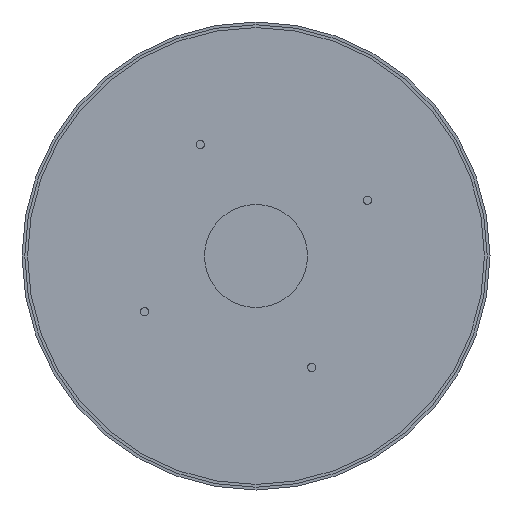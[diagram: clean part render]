
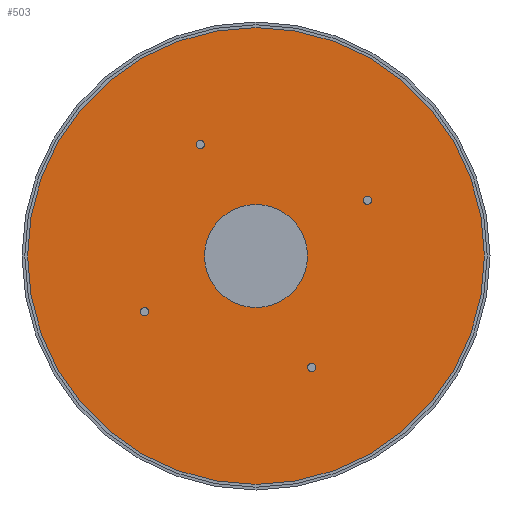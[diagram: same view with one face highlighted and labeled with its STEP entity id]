
A CAD part, front view. The second image highlights one B-rep face of the part: STEP entity #503.
In plain terms, the highlighted planar face has unit normal (0, -1, 0).
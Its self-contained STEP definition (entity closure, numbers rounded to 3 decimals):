
#3 = CIRCLE ( 'NONE', #13, 1.5 ) ;
#4 = DIRECTION ( 'NONE',  ( 0., 0., 1. ) ) ;
#13 = AXIS2_PLACEMENT_3D ( 'NONE', #679, #213, #430 ) ;
#19 = CARTESIAN_POINT ( 'NONE',  ( 0., 10., 0. ) ) ;
#26 = AXIS2_PLACEMENT_3D ( 'NONE', #414, #96, #568 ) ;
#28 = ORIENTED_EDGE ( 'NONE', *, *, #661, .F. ) ;
#31 = CIRCLE ( 'NONE', #559, 1.5 ) ;
#32 = ORIENTED_EDGE ( 'NONE', *, *, #584, .F. ) ;
#35 = AXIS2_PLACEMENT_3D ( 'NONE', #19, #173, #63 ) ;
#45 = FACE_BOUND ( 'NONE', #388, .T. ) ;
#51 = CARTESIAN_POINT ( 'NONE',  ( 0., 10., 0. ) ) ;
#63 = DIRECTION ( 'NONE',  ( 0., 0., 1. ) ) ;
#70 = VERTEX_POINT ( 'NONE', #107 ) ;
#72 = DIRECTION ( 'NONE',  ( 0., 0., -1. ) ) ;
#82 = DIRECTION ( 'NONE',  ( 0., -1., 0. ) ) ;
#84 = EDGE_CURVE ( 'NONE', #156, #646, #3, .T. ) ;
#92 = VERTEX_POINT ( 'NONE', #518 ) ;
#95 = DIRECTION ( 'NONE',  ( 0., 0., 1. ) ) ;
#96 = DIRECTION ( 'NONE',  ( 0., -1., 0. ) ) ;
#97 = DIRECTION ( 'NONE',  ( 0., -1., 0. ) ) ;
#106 = ORIENTED_EDGE ( 'NONE', *, *, #614, .F. ) ;
#107 = CARTESIAN_POINT ( 'NONE',  ( 20., 10., -38.5 ) ) ;
#116 = EDGE_CURVE ( 'NONE', #92, #352, #181, .T. ) ;
#126 = DIRECTION ( 'NONE',  ( 0., -1., 0. ) ) ;
#131 = CARTESIAN_POINT ( 'NONE',  ( 20., 10., -40. ) ) ;
#136 = EDGE_LOOP ( 'NONE', ( #293, #455 ) ) ;
#141 = CIRCLE ( 'NONE', #662, 1.5 ) ;
#143 = EDGE_CURVE ( 'NONE', #502, #179, #334, .T. ) ;
#155 = DIRECTION ( 'NONE',  ( 0., 1., 0. ) ) ;
#156 = VERTEX_POINT ( 'NONE', #647 ) ;
#158 = CARTESIAN_POINT ( 'NONE',  ( 40., 10., 20. ) ) ;
#163 = DIRECTION ( 'NONE',  ( 0., 0., 1. ) ) ;
#172 = CARTESIAN_POINT ( 'NONE',  ( -40., 10., -18.5 ) ) ;
#173 = DIRECTION ( 'NONE',  ( 0., 1., 0. ) ) ;
#174 = EDGE_LOOP ( 'NONE', ( #106, #32 ) ) ;
#176 = CARTESIAN_POINT ( 'NONE',  ( 20., 10., -41.5 ) ) ;
#179 = VERTEX_POINT ( 'NONE', #544 ) ;
#181 = CIRCLE ( 'NONE', #564, 82. ) ;
#184 = EDGE_CURVE ( 'NONE', #352, #92, #633, .T. ) ;
#190 = CIRCLE ( 'NONE', #576, 1.5 ) ;
#195 = FACE_BOUND ( 'NONE', #595, .T. ) ;
#196 = EDGE_CURVE ( 'NONE', #357, #288, #512, .T. ) ;
#204 = FACE_BOUND ( 'NONE', #660, .T. ) ;
#208 = CARTESIAN_POINT ( 'NONE',  ( 40., 10., 18.5 ) ) ;
#213 = DIRECTION ( 'NONE',  ( 0., -1., 0. ) ) ;
#225 = DIRECTION ( 'NONE',  ( 0., -1., 0. ) ) ;
#226 = DIRECTION ( 'NONE',  ( 0., -1., 0. ) ) ;
#246 = ORIENTED_EDGE ( 'NONE', *, *, #496, .F. ) ;
#255 = VERTEX_POINT ( 'NONE', #176 ) ;
#259 = DIRECTION ( 'NONE',  ( 0., 0., 1. ) ) ;
#268 = ORIENTED_EDGE ( 'NONE', *, *, #642, .F. ) ;
#270 = DIRECTION ( 'NONE',  ( 0., -1., 0. ) ) ;
#276 = CARTESIAN_POINT ( 'NONE',  ( -40., 10., -20. ) ) ;
#277 = CARTESIAN_POINT ( 'NONE',  ( 40., 10., 20. ) ) ;
#284 = AXIS2_PLACEMENT_3D ( 'NONE', #351, #155, #259 ) ;
#288 = VERTEX_POINT ( 'NONE', #547 ) ;
#293 = ORIENTED_EDGE ( 'NONE', *, *, #184, .F. ) ;
#314 = VERTEX_POINT ( 'NONE', #459 ) ;
#325 = CARTESIAN_POINT ( 'NONE',  ( -40., 10., -20. ) ) ;
#334 = CIRCLE ( 'NONE', #543, 18.5 ) ;
#340 = EDGE_CURVE ( 'NONE', #646, #156, #654, .T. ) ;
#351 = CARTESIAN_POINT ( 'NONE',  ( 0., 10., 0. ) ) ;
#352 = VERTEX_POINT ( 'NONE', #405 ) ;
#356 = CARTESIAN_POINT ( 'NONE',  ( 0., 10., -18.5 ) ) ;
#357 = VERTEX_POINT ( 'NONE', #208 ) ;
#360 = DIRECTION ( 'NONE',  ( 0., 1., 0. ) ) ;
#366 = EDGE_CURVE ( 'NONE', #288, #357, #462, .T. ) ;
#374 = DIRECTION ( 'NONE',  ( 0., -1., 0. ) ) ;
#377 = ORIENTED_EDGE ( 'NONE', *, *, #366, .F. ) ;
#385 = DIRECTION ( 'NONE',  ( 0., 0., 1. ) ) ;
#388 = EDGE_LOOP ( 'NONE', ( #377, #463 ) ) ;
#401 = ORIENTED_EDGE ( 'NONE', *, *, #84, .F. ) ;
#405 = CARTESIAN_POINT ( 'NONE',  ( 0., 10., -82. ) ) ;
#409 = PLANE ( 'NONE',  #284 ) ;
#411 = EDGE_LOOP ( 'NONE', ( #545, #401 ) ) ;
#414 = CARTESIAN_POINT ( 'NONE',  ( -20., 10., 40. ) ) ;
#418 = DIRECTION ( 'NONE',  ( 0., -1., 0. ) ) ;
#427 = AXIS2_PLACEMENT_3D ( 'NONE', #277, #226, #488 ) ;
#430 = DIRECTION ( 'NONE',  ( 0., 0., 1. ) ) ;
#435 = DIRECTION ( 'NONE',  ( 0., 0., -1. ) ) ;
#447 = CIRCLE ( 'NONE', #608, 1.5 ) ;
#454 = CARTESIAN_POINT ( 'NONE',  ( -20., 10., 41.5 ) ) ;
#455 = ORIENTED_EDGE ( 'NONE', *, *, #116, .F. ) ;
#459 = CARTESIAN_POINT ( 'NONE',  ( -40., 10., -21.5 ) ) ;
#462 = CIRCLE ( 'NONE', #612, 1.5 ) ;
#463 = ORIENTED_EDGE ( 'NONE', *, *, #196, .F. ) ;
#473 = CARTESIAN_POINT ( 'NONE',  ( 20., 10., -40. ) ) ;
#477 = DIRECTION ( 'NONE',  ( 0., 0., 1. ) ) ;
#488 = DIRECTION ( 'NONE',  ( 0., 0., 1. ) ) ;
#496 = EDGE_CURVE ( 'NONE', #255, #70, #190, .T. ) ;
#502 = VERTEX_POINT ( 'NONE', #356 ) ;
#503 = ADVANCED_FACE ( 'NONE', ( #195, #45, #204, #627, #675, #671 ), #409, .F. ) ;
#512 = CIRCLE ( 'NONE', #427, 1.5 ) ;
#518 = CARTESIAN_POINT ( 'NONE',  ( 0., 10., 82. ) ) ;
#520 = VERTEX_POINT ( 'NONE', #172 ) ;
#529 = AXIS2_PLACEMENT_3D ( 'NONE', #546, #82, #72 ) ;
#543 = AXIS2_PLACEMENT_3D ( 'NONE', #51, #270, #435 ) ;
#544 = CARTESIAN_POINT ( 'NONE',  ( 0., 10., 18.5 ) ) ;
#545 = ORIENTED_EDGE ( 'NONE', *, *, #340, .F. ) ;
#546 = CARTESIAN_POINT ( 'NONE',  ( 0., 10., 0. ) ) ;
#547 = CARTESIAN_POINT ( 'NONE',  ( 40., 10., 21.5 ) ) ;
#559 = AXIS2_PLACEMENT_3D ( 'NONE', #325, #225, #163 ) ;
#564 = AXIS2_PLACEMENT_3D ( 'NONE', #625, #360, #95 ) ;
#568 = DIRECTION ( 'NONE',  ( 0., 0., 1. ) ) ;
#571 = DIRECTION ( 'NONE',  ( 0., 0., 1. ) ) ;
#576 = AXIS2_PLACEMENT_3D ( 'NONE', #473, #97, #477 ) ;
#584 = EDGE_CURVE ( 'NONE', #314, #520, #31, .T. ) ;
#595 = EDGE_LOOP ( 'NONE', ( #617, #28 ) ) ;
#608 = AXIS2_PLACEMENT_3D ( 'NONE', #276, #374, #4 ) ;
#612 = AXIS2_PLACEMENT_3D ( 'NONE', #158, #418, #571 ) ;
#614 = EDGE_CURVE ( 'NONE', #520, #314, #447, .T. ) ;
#617 = ORIENTED_EDGE ( 'NONE', *, *, #143, .F. ) ;
#619 = CIRCLE ( 'NONE', #529, 18.5 ) ;
#625 = CARTESIAN_POINT ( 'NONE',  ( 0., 10., 0. ) ) ;
#627 = FACE_BOUND ( 'NONE', #174, .T. ) ;
#633 = CIRCLE ( 'NONE', #35, 82. ) ;
#642 = EDGE_CURVE ( 'NONE', #70, #255, #141, .T. ) ;
#646 = VERTEX_POINT ( 'NONE', #454 ) ;
#647 = CARTESIAN_POINT ( 'NONE',  ( -20., 10., 38.5 ) ) ;
#654 = CIRCLE ( 'NONE', #26, 1.5 ) ;
#660 = EDGE_LOOP ( 'NONE', ( #268, #246 ) ) ;
#661 = EDGE_CURVE ( 'NONE', #179, #502, #619, .T. ) ;
#662 = AXIS2_PLACEMENT_3D ( 'NONE', #131, #126, #385 ) ;
#671 = FACE_OUTER_BOUND ( 'NONE', #136, .T. ) ;
#675 = FACE_BOUND ( 'NONE', #411, .T. ) ;
#679 = CARTESIAN_POINT ( 'NONE',  ( -20., 10., 40. ) ) ;
